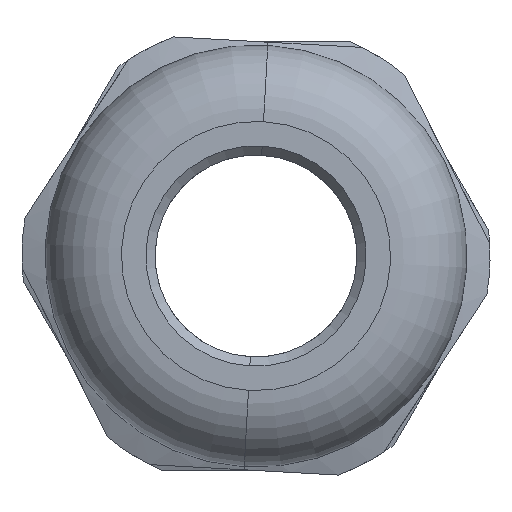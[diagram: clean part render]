
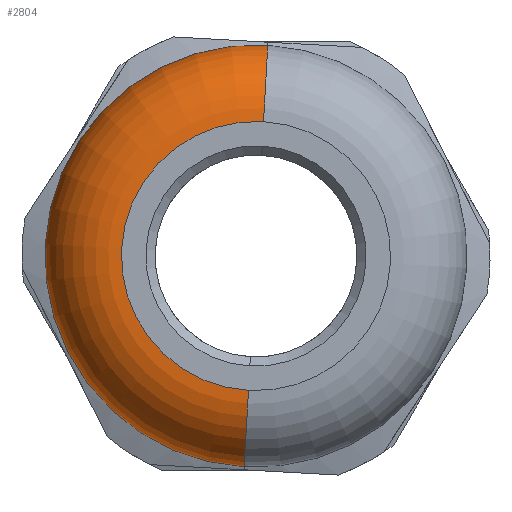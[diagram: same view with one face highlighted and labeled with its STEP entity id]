
A CAD part, left-side view. The second image highlights one B-rep face of the part: STEP entity #2804.
In plain terms, the highlighted toroidal (fillet/blend) face has major radius 4.4 mm and minor radius 2.5 mm.
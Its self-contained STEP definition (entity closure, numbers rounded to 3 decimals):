
#227 = DIRECTION ( 'NONE',  ( 0., 0., -1. ) ) ;
#232 = FACE_OUTER_BOUND ( 'NONE', #3611, .T. ) ;
#448 = CIRCLE ( 'NONE', #7149, 2.5 ) ;
#941 = EDGE_CURVE ( 'NONE', #3079, #5564, #4970, .T. ) ;
#1439 = DIRECTION ( 'NONE',  ( 0., 0., -1. ) ) ;
#1454 = VERTEX_POINT ( 'NONE', #2992 ) ;
#1627 = ORIENTED_EDGE ( 'NONE', *, *, #3000, .T. ) ;
#1791 = ORIENTED_EDGE ( 'NONE', *, *, #7871, .F. ) ;
#1830 = AXIS2_PLACEMENT_3D ( 'NONE', #4203, #3395, #1439 ) ;
#2143 = ORIENTED_EDGE ( 'NONE', *, *, #941, .T. ) ;
#2804 = ADVANCED_FACE ( 'NONE', ( #232 ), #6467, .T. ) ;
#2992 = CARTESIAN_POINT ( 'NONE',  ( -9., 0., 6.9 ) ) ;
#3000 = EDGE_CURVE ( 'NONE', #5564, #1454, #448, .T. ) ;
#3001 = DIRECTION ( 'NONE',  ( 1., 0., 0. ) ) ;
#3079 = VERTEX_POINT ( 'NONE', #4065 ) ;
#3395 = DIRECTION ( 'NONE',  ( 1., 0., 0. ) ) ;
#3611 = EDGE_LOOP ( 'NONE', ( #2143, #1627, #1791, #6495 ) ) ;
#3885 = AXIS2_PLACEMENT_3D ( 'NONE', #7990, #3001, #4932 ) ;
#4065 = CARTESIAN_POINT ( 'NONE',  ( -11.5, 0., -4.4 ) ) ;
#4077 = CARTESIAN_POINT ( 'NONE',  ( -9., 0., -6.9 ) ) ;
#4200 = CARTESIAN_POINT ( 'NONE',  ( -9., 0., -4.4 ) ) ;
#4203 = CARTESIAN_POINT ( 'NONE',  ( -9., 0., 0. ) ) ;
#4889 = DIRECTION ( 'NONE',  ( 0., 1., 0. ) ) ;
#4932 = DIRECTION ( 'NONE',  ( 0., 0., -1. ) ) ;
#4970 = CIRCLE ( 'NONE', #3885, 4.4 ) ;
#4988 = DIRECTION ( 'NONE',  ( 0., 0., 1. ) ) ;
#5313 = CIRCLE ( 'NONE', #5449, 6.9 ) ;
#5440 = CIRCLE ( 'NONE', #7753, 2.5 ) ;
#5449 = AXIS2_PLACEMENT_3D ( 'NONE', #5495, #8111, #8062 ) ;
#5495 = CARTESIAN_POINT ( 'NONE',  ( -9., 0., 0. ) ) ;
#5564 = VERTEX_POINT ( 'NONE', #7231 ) ;
#6467 = TOROIDAL_SURFACE ( 'NONE', #1830, 4.4, 2.5 ) ;
#6495 = ORIENTED_EDGE ( 'NONE', *, *, #8313, .F. ) ;
#6814 = DIRECTION ( 'NONE',  ( 0., -1., 0. ) ) ;
#7149 = AXIS2_PLACEMENT_3D ( 'NONE', #7490, #4889, #4988 ) ;
#7231 = CARTESIAN_POINT ( 'NONE',  ( -11.5, 0., 4.4 ) ) ;
#7490 = CARTESIAN_POINT ( 'NONE',  ( -9., 0., 4.4 ) ) ;
#7753 = AXIS2_PLACEMENT_3D ( 'NONE', #4200, #6814, #227 ) ;
#7871 = EDGE_CURVE ( 'NONE', #8100, #1454, #5313, .T. ) ;
#7990 = CARTESIAN_POINT ( 'NONE',  ( -11.5, 0., 0. ) ) ;
#8062 = DIRECTION ( 'NONE',  ( 0., 0., -1. ) ) ;
#8100 = VERTEX_POINT ( 'NONE', #4077 ) ;
#8111 = DIRECTION ( 'NONE',  ( 1., 0., 0. ) ) ;
#8313 = EDGE_CURVE ( 'NONE', #3079, #8100, #5440, .T. ) ;
